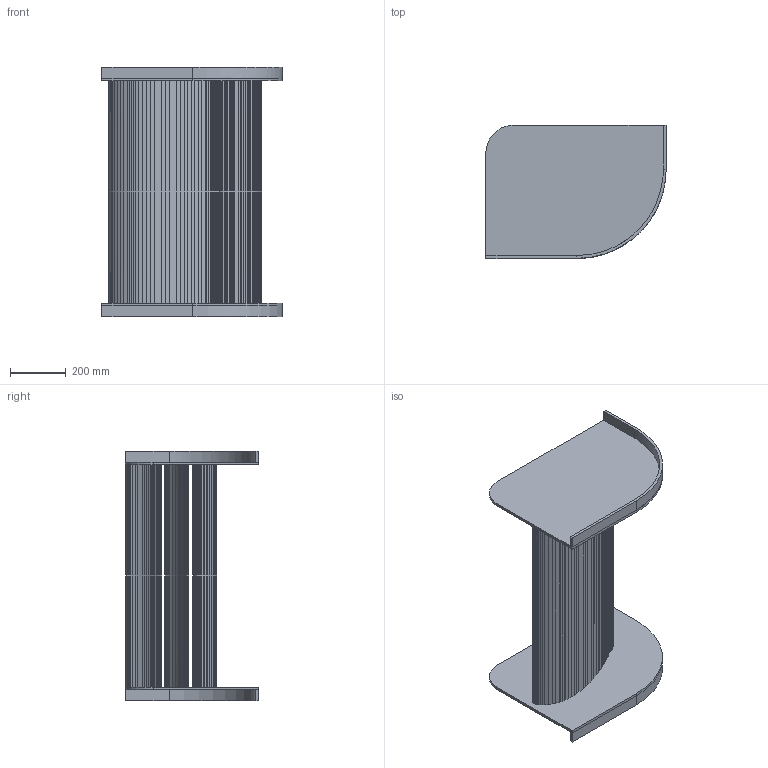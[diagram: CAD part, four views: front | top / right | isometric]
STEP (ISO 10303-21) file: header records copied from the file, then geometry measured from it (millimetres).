
FILE_DESCRIPTION(('CATIA V5 STEP Exchange'),'2;1');
FILE_NAME('Aileron Arriere MaxDownforce.stp','2019-10-07T06:06:11+00:00',('none'),('none'),'CATIA Version 5 Release 19 SP 2 (IN-10)','CATIA V5 STEP AP214','none');
FILE_SCHEMA(('AUTOMOTIVE_DESIGN { 1 0 10303 214 1 1 1 1 }'));
Length unit declared in the file: millimetre
Products named in the file (7): Aileron Arriere; 1Element; EndplateDroite; EndplateGauche; Maxdownforce; 2ElementMaxDownforce; 3ElementMaxDownforce
Assembly tree (6 placements, depth 3):
  Aileron Arriere
    1Element
    EndplateDroite
    EndplateGauche
    Maxdownforce
      2ElementMaxDownforce
      3ElementMaxDownforce
Bounding box: 648.95 x 479.31 x 900 mm (x, y, z)
Volume: 20921803.9 mm3; surface area: 2599292.5 mm2
Topology: 7 solids, 7 shells, 307 faces, 863 edges, 570 vertices
Faces by surface type: extrusion 257, plane 40, bspline 6, cylinder 4
Entity records: 13049 total; most frequent: CARTESIAN_POINT 6027, ORIENTED_EDGE 1726, EDGE_CURVE 863, B_SPLINE_CURVE_WITH_KNOTS 783, DIRECTION 706, VECTOR 586, VERTEX_POINT 570, LINE 329
